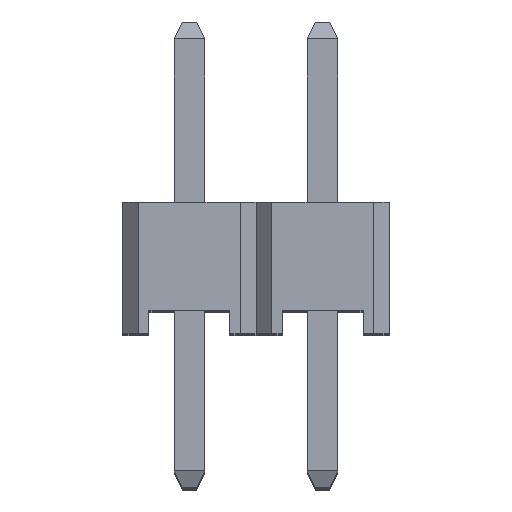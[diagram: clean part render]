
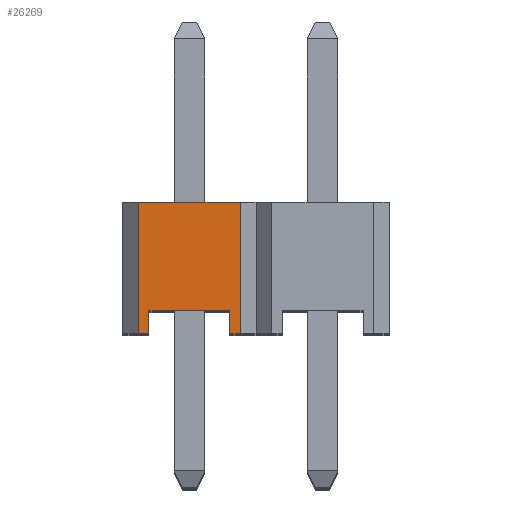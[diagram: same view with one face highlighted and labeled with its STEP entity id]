
A CAD part, top view. The second image highlights one B-rep face of the part: STEP entity #26269.
In plain terms, the highlighted planar face has unit normal (0, 0, 1).
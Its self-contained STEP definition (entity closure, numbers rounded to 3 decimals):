
#622 = CARTESIAN_POINT ( 'NONE',  ( 2.04, 0., 22.86 ) ) ;
#1023 = CARTESIAN_POINT ( 'NONE',  ( 2.04, 0.44, 22.86 ) ) ;
#1401 = ORIENTED_EDGE ( 'NONE', *, *, #18827, .T. ) ;
#1846 = DIRECTION ( 'NONE',  ( 0., -1., 0. ) ) ;
#2683 = DIRECTION ( 'NONE',  ( 1., 0., 0. ) ) ;
#2833 = EDGE_CURVE ( 'NONE', #4223, #7888, #21165, .T. ) ;
#3126 = CARTESIAN_POINT ( 'NONE',  ( 0.3, 2.5, 22.86 ) ) ;
#3561 = FACE_OUTER_BOUND ( 'NONE', #16477, .T. ) ;
#4135 = LINE ( 'NONE', #27021, #7421 ) ;
#4223 = VERTEX_POINT ( 'NONE', #11822 ) ;
#4611 = EDGE_CURVE ( 'NONE', #9721, #21353, #7928, .T. ) ;
#5548 = CARTESIAN_POINT ( 'NONE',  ( 0.3, 0., 22.86 ) ) ;
#6439 = VECTOR ( 'NONE', #25747, 1000. ) ;
#6615 = CARTESIAN_POINT ( 'NONE',  ( 0.5, 0.44, 22.86 ) ) ;
#7170 = LINE ( 'NONE', #15852, #20763 ) ;
#7421 = VECTOR ( 'NONE', #8387, 1000. ) ;
#7888 = VERTEX_POINT ( 'NONE', #15266 ) ;
#7928 = LINE ( 'NONE', #6615, #12789 ) ;
#8053 = EDGE_CURVE ( 'NONE', #19733, #22405, #4135, .T. ) ;
#8387 = DIRECTION ( 'NONE',  ( 0., -1., 0. ) ) ;
#8792 = AXIS2_PLACEMENT_3D ( 'NONE', #19396, #19802, #13204 ) ;
#8822 = CARTESIAN_POINT ( 'NONE',  ( 0.5, 0.44, 22.86 ) ) ;
#8826 = LINE ( 'NONE', #8956, #15591 ) ;
#8834 = ORIENTED_EDGE ( 'NONE', *, *, #13276, .F. ) ;
#8956 = CARTESIAN_POINT ( 'NONE',  ( 0.3, 0., 22.86 ) ) ;
#8993 = CARTESIAN_POINT ( 'NONE',  ( 2.24, 2.5, 22.86 ) ) ;
#9481 = CARTESIAN_POINT ( 'NONE',  ( 0.5, 0., 22.86 ) ) ;
#9604 = DIRECTION ( 'NONE',  ( 0., -1., 0. ) ) ;
#9646 = PLANE ( 'NONE',  #8792 ) ;
#9721 = VERTEX_POINT ( 'NONE', #19476 ) ;
#11822 = CARTESIAN_POINT ( 'NONE',  ( 2.24, 2.5, 22.86 ) ) ;
#12789 = VECTOR ( 'NONE', #1846, 1000. ) ;
#13204 = DIRECTION ( 'NONE',  ( -1., 0., 0. ) ) ;
#13276 = EDGE_CURVE ( 'NONE', #13557, #9721, #17220, .T. ) ;
#13468 = DIRECTION ( 'NONE',  ( 1., 0., 0. ) ) ;
#13500 = ORIENTED_EDGE ( 'NONE', *, *, #21703, .T. ) ;
#13557 = VERTEX_POINT ( 'NONE', #17455 ) ;
#13929 = EDGE_CURVE ( 'NONE', #22405, #21353, #8826, .T. ) ;
#15266 = CARTESIAN_POINT ( 'NONE',  ( 2.24, 0., 22.86 ) ) ;
#15591 = VECTOR ( 'NONE', #20030, 1000. ) ;
#15852 = CARTESIAN_POINT ( 'NONE',  ( 0.3, 2.5, 22.86 ) ) ;
#16477 = EDGE_LOOP ( 'NONE', ( #8834, #13500, #1401, #16918, #16601, #23804, #22412, #21214 ) ) ;
#16601 = ORIENTED_EDGE ( 'NONE', *, *, #18785, .F. ) ;
#16619 = VERTEX_POINT ( 'NONE', #622 ) ;
#16918 = ORIENTED_EDGE ( 'NONE', *, *, #2833, .F. ) ;
#17220 = LINE ( 'NONE', #8822, #6439 ) ;
#17455 = CARTESIAN_POINT ( 'NONE',  ( 2.04, 0.44, 22.86 ) ) ;
#17525 = DIRECTION ( 'NONE',  ( 0., -1., 0. ) ) ;
#18275 = CARTESIAN_POINT ( 'NONE',  ( 0.3, 0., 22.86 ) ) ;
#18785 = EDGE_CURVE ( 'NONE', #19733, #4223, #7170, .T. ) ;
#18827 = EDGE_CURVE ( 'NONE', #16619, #7888, #21897, .T. ) ;
#19396 = CARTESIAN_POINT ( 'NONE',  ( 0.3, 2.5, 22.86 ) ) ;
#19476 = CARTESIAN_POINT ( 'NONE',  ( 0.5, 0.44, 22.86 ) ) ;
#19733 = VERTEX_POINT ( 'NONE', #3126 ) ;
#19802 = DIRECTION ( 'NONE',  ( 0., 0., -1. ) ) ;
#20030 = DIRECTION ( 'NONE',  ( 1., 0., 0. ) ) ;
#20763 = VECTOR ( 'NONE', #13468, 1000. ) ;
#21165 = LINE ( 'NONE', #8993, #25654 ) ;
#21214 = ORIENTED_EDGE ( 'NONE', *, *, #4611, .F. ) ;
#21353 = VERTEX_POINT ( 'NONE', #9481 ) ;
#21703 = EDGE_CURVE ( 'NONE', #13557, #16619, #22612, .T. ) ;
#21897 = LINE ( 'NONE', #18275, #23010 ) ;
#22405 = VERTEX_POINT ( 'NONE', #5548 ) ;
#22412 = ORIENTED_EDGE ( 'NONE', *, *, #13929, .T. ) ;
#22612 = LINE ( 'NONE', #1023, #23669 ) ;
#23010 = VECTOR ( 'NONE', #2683, 1000. ) ;
#23669 = VECTOR ( 'NONE', #9604, 1000. ) ;
#23804 = ORIENTED_EDGE ( 'NONE', *, *, #8053, .T. ) ;
#25654 = VECTOR ( 'NONE', #17525, 1000. ) ;
#25747 = DIRECTION ( 'NONE',  ( -1., 0., 0. ) ) ;
#26269 = ADVANCED_FACE ( 'NONE', ( #3561 ), #9646, .F. ) ;
#27021 = CARTESIAN_POINT ( 'NONE',  ( 0.3, 2.5, 22.86 ) ) ;
